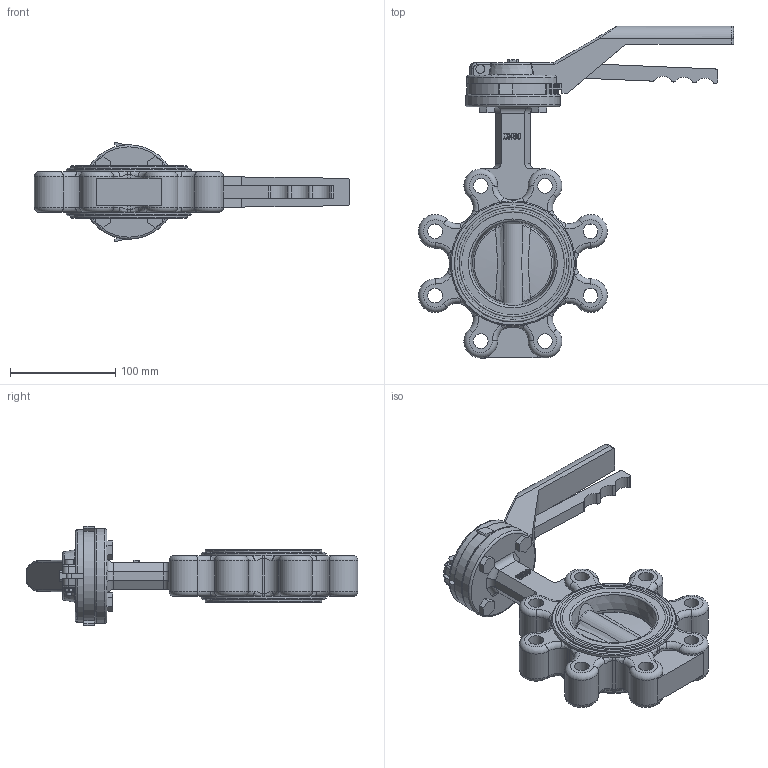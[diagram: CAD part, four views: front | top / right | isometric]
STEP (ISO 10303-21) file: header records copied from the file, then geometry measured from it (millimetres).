
FILE_DESCRIPTION(/* description */ ('Unknown'),/* implementation_level */ '2;1');
FILE_NAME(/* name */ '5200_5210_5220-11',/* time_stamp */ '2023-02-16T13:14:33+01:00',/* author */ ('Unknown'),/* organization */ ('Unknown'),/* preprocessor_version */ 'ST-DEVELOPER v16.7',/* originating_system */ 'Solid Edge',/* authorisation */ 'Unknown');
FILE_SCHEMA (('AUTOMOTIVE_DESIGN {1 0 10303 214 3 1 1}'));
Length unit declared in the file: millimetre
Products named in the file (14): LUG_DN80; Handhebel 040-150; DIN934_M5; DIN912M5x30; ISO-Flansch; LUG-DN80; DN80概极; seat; disc; shaft1; shaft2; bushing1; M8x20
Assembly tree (17 placements, depth 3):
  LUG_DN80
    Handhebel 040-150
      DIN934_M5
      DIN912M5x30
      Handhebel 040-150
      ISO-Flansch
    LUG-DN80
      DN80概极
      seat
      disc
      shaft1
      shaft2
      bushing1  x2
    M8x20  x4
Bounding box: 299.9 x 315.91 x 94.3 mm (x, y, z)
Volume: 1021162.3 mm3; surface area: 265501.7 mm2
Topology: 15 solids, 15 shells, 845 faces, 2171 edges, 1390 vertices
Faces by surface type: plane 342, cylinder 219, bspline 150, torus 110, cone 24
Full cylindrical faces by diameter (mm): 4.134 x1, 4.917 x4, 5 x2, 6 x2, 6.647 x4, 7 x4, 8 x5, 8.5 x1, 9 x4, 10 x5, 12.6 x5, 12.75 x1, 12.83 x2, 14 x8, 14.5 x1, 17.45 x4, 17.53 x2, 21.8 x2, 23 x1, 24 x1, 56 x1, 87 x2, 87.6 x2, 90 x1, 98.5 x2, 99 x2, 111 x2, 111.3 x2, 119 x2
Entity records: 30610 total; most frequent: CARTESIAN_POINT 11327, ORIENTED_EDGE 3866, DIRECTION 3666, EDGE_CURVE 1933, AXIS2_PLACEMENT_3D 1411, VERTEX_POINT 1294, FACE_BOUND 1033, EDGE_LOOP 1031
